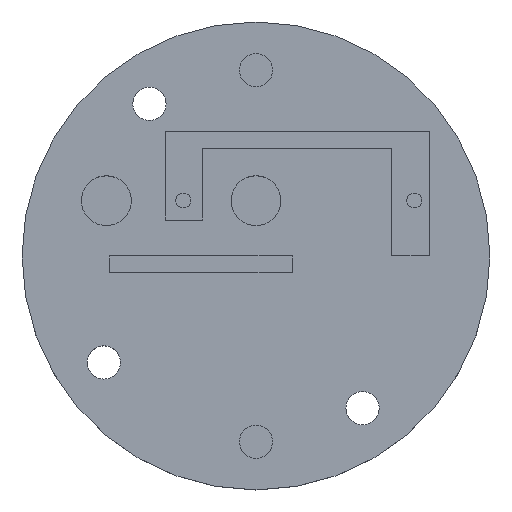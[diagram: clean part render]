
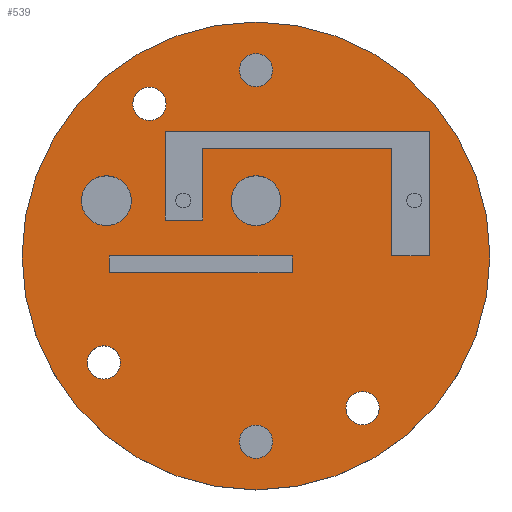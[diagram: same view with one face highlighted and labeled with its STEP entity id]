
A CAD part, top view. The second image highlights one B-rep face of the part: STEP entity #539.
In plain terms, the highlighted planar face has unit normal (0, 0, 1).
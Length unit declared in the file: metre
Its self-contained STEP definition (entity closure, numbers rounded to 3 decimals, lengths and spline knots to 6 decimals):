
#12=LINE('',#837,#50);
#13=LINE('',#840,#51);
#14=LINE('',#844,#52);
#15=LINE('',#846,#53);
#16=LINE('',#848,#54);
#17=LINE('',#850,#55);
#18=LINE('',#852,#56);
#19=LINE('',#854,#57);
#20=LINE('',#855,#58);
#21=LINE('',#858,#59);
#22=LINE('',#860,#60);
#23=LINE('',#862,#61);
#50=VECTOR('',#673,1.);
#51=VECTOR('',#674,1.);
#52=VECTOR('',#677,1.);
#53=VECTOR('',#678,1.);
#54=VECTOR('',#679,1.);
#55=VECTOR('',#680,1.);
#56=VECTOR('',#681,1.);
#57=VECTOR('',#682,1.);
#58=VECTOR('',#683,1.);
#59=VECTOR('',#684,1.);
#60=VECTOR('',#685,1.);
#61=VECTOR('',#686,1.);
#90=PLANE('',#595);
#121=ORIENTED_EDGE('',*,*,#248,.F.);
#122=ORIENTED_EDGE('',*,*,#249,.T.);
#123=ORIENTED_EDGE('',*,*,#250,.F.);
#124=ORIENTED_EDGE('',*,*,#251,.F.);
#125=ORIENTED_EDGE('',*,*,#252,.F.);
#126=ORIENTED_EDGE('',*,*,#253,.T.);
#127=ORIENTED_EDGE('',*,*,#254,.F.);
#128=ORIENTED_EDGE('',*,*,#255,.F.);
#129=ORIENTED_EDGE('',*,*,#256,.F.);
#130=ORIENTED_EDGE('',*,*,#257,.T.);
#131=ORIENTED_EDGE('',*,*,#258,.T.);
#132=ORIENTED_EDGE('',*,*,#259,.F.);
#133=ORIENTED_EDGE('',*,*,#260,.F.);
#134=ORIENTED_EDGE('',*,*,#261,.F.);
#135=ORIENTED_EDGE('',*,*,#262,.F.);
#136=ORIENTED_EDGE('',*,*,#263,.F.);
#137=ORIENTED_EDGE('',*,*,#264,.F.);
#138=ORIENTED_EDGE('',*,*,#265,.F.);
#139=ORIENTED_EDGE('',*,*,#266,.F.);
#140=ORIENTED_EDGE('',*,*,#267,.F.);
#141=ORIENTED_EDGE('',*,*,#268,.T.);
#248=EDGE_CURVE('',#313,#314,#12,.T.);
#249=EDGE_CURVE('',#313,#315,#13,.T.);
#250=EDGE_CURVE('',#316,#315,#364,.T.);
#251=EDGE_CURVE('',#317,#316,#14,.T.);
#252=EDGE_CURVE('',#318,#317,#15,.T.);
#253=EDGE_CURVE('',#318,#319,#16,.T.);
#254=EDGE_CURVE('',#320,#319,#17,.T.);
#255=EDGE_CURVE('',#321,#320,#18,.T.);
#256=EDGE_CURVE('',#314,#321,#19,.T.);
#257=EDGE_CURVE('',#322,#323,#20,.T.);
#258=EDGE_CURVE('',#323,#324,#21,.T.);
#259=EDGE_CURVE('',#325,#324,#22,.T.);
#260=EDGE_CURVE('',#322,#325,#23,.T.);
#261=EDGE_CURVE('',#326,#326,#365,.T.);
#262=EDGE_CURVE('',#327,#327,#366,.T.);
#263=EDGE_CURVE('',#328,#328,#367,.T.);
#264=EDGE_CURVE('',#329,#329,#368,.T.);
#265=EDGE_CURVE('',#330,#330,#369,.T.);
#266=EDGE_CURVE('',#331,#331,#370,.T.);
#267=EDGE_CURVE('',#332,#332,#371,.T.);
#268=EDGE_CURVE('',#333,#333,#372,.T.);
#313=VERTEX_POINT('',#838);
#314=VERTEX_POINT('',#839);
#315=VERTEX_POINT('',#841);
#316=VERTEX_POINT('',#843);
#317=VERTEX_POINT('',#845);
#318=VERTEX_POINT('',#847);
#319=VERTEX_POINT('',#849);
#320=VERTEX_POINT('',#851);
#321=VERTEX_POINT('',#853);
#322=VERTEX_POINT('',#856);
#323=VERTEX_POINT('',#857);
#324=VERTEX_POINT('',#859);
#325=VERTEX_POINT('',#861);
#326=VERTEX_POINT('',#864);
#327=VERTEX_POINT('',#866);
#328=VERTEX_POINT('',#868);
#329=VERTEX_POINT('',#870);
#330=VERTEX_POINT('',#872);
#331=VERTEX_POINT('',#874);
#332=VERTEX_POINT('',#876);
#333=VERTEX_POINT('',#878);
#364=CIRCLE('',#596,0.002);
#365=CIRCLE('',#597,0.003);
#366=CIRCLE('',#598,0.003);
#367=CIRCLE('',#599,0.002);
#368=CIRCLE('',#600,0.002);
#369=CIRCLE('',#601,0.002);
#370=CIRCLE('',#602,0.002);
#371=CIRCLE('',#603,0.002);
#372=CIRCLE('',#604,0.02815);
#394=EDGE_LOOP('',(#121,#122,#123,#124,#125,#126,#127,#128,#129));
#395=EDGE_LOOP('',(#130,#131,#132,#133));
#396=EDGE_LOOP('',(#134));
#397=EDGE_LOOP('',(#135));
#398=EDGE_LOOP('',(#136));
#399=EDGE_LOOP('',(#137));
#400=EDGE_LOOP('',(#138));
#401=EDGE_LOOP('',(#139));
#402=EDGE_LOOP('',(#140));
#403=EDGE_LOOP('',(#141));
#462=FACE_BOUND('',#394,.T.);
#463=FACE_BOUND('',#395,.T.);
#464=FACE_BOUND('',#396,.T.);
#465=FACE_BOUND('',#397,.T.);
#466=FACE_BOUND('',#398,.T.);
#467=FACE_BOUND('',#399,.T.);
#468=FACE_BOUND('',#400,.T.);
#469=FACE_BOUND('',#401,.T.);
#470=FACE_BOUND('',#402,.T.);
#471=FACE_BOUND('',#403,.T.);
#539=ADVANCED_FACE('',(#462,#463,#464,#465,#466,#467,#468,#469,#470,#471),
#90,.T.);
#595=AXIS2_PLACEMENT_3D('',#836,#671,#672);
#596=AXIS2_PLACEMENT_3D('',#842,#675,#676);
#597=AXIS2_PLACEMENT_3D('',#863,#687,#688);
#598=AXIS2_PLACEMENT_3D('',#865,#689,#690);
#599=AXIS2_PLACEMENT_3D('',#867,#691,#692);
#600=AXIS2_PLACEMENT_3D('',#869,#693,#694);
#601=AXIS2_PLACEMENT_3D('',#871,#695,#696);
#602=AXIS2_PLACEMENT_3D('',#873,#697,#698);
#603=AXIS2_PLACEMENT_3D('',#875,#699,#700);
#604=AXIS2_PLACEMENT_3D('',#877,#701,#702);
#671=DIRECTION('',(0.,0.,1.));
#672=DIRECTION('',(1.,0.,0.));
#673=DIRECTION('',(1.,0.,0.));
#674=DIRECTION('',(0.,1.,0.));
#675=DIRECTION('',(0.,0.,1.));
#676=DIRECTION('',(1.,0.,0.));
#677=DIRECTION('',(1.,0.,0.));
#678=DIRECTION('',(0.,1.,0.));
#679=DIRECTION('',(-1.,0.,0.));
#680=DIRECTION('',(0.,-1.,0.));
#681=DIRECTION('',(-1.,0.,0.));
#682=DIRECTION('',(0.,1.,0.));
#683=DIRECTION('',(0.,1.,0.));
#684=DIRECTION('',(1.,0.,0.));
#685=DIRECTION('',(0.,1.,0.));
#686=DIRECTION('',(1.,0.,0.));
#687=DIRECTION('',(0.,0.,1.));
#688=DIRECTION('',(1.,0.,0.));
#689=DIRECTION('',(0.,0.,1.));
#690=DIRECTION('',(1.,0.,0.));
#691=DIRECTION('',(0.,0.,1.));
#692=DIRECTION('',(1.,0.,0.));
#693=DIRECTION('',(0.,0.,1.));
#694=DIRECTION('',(1.,0.,0.));
#695=DIRECTION('',(0.,0.,1.));
#696=DIRECTION('',(1.,0.,0.));
#697=DIRECTION('',(0.,0.,1.));
#698=DIRECTION('',(1.,0.,0.));
#699=DIRECTION('',(0.,0.,1.));
#700=DIRECTION('',(1.,0.,0.));
#701=DIRECTION('',(0.,0.,1.));
#702=DIRECTION('',(1.,0.,0.));
#836=CARTESIAN_POINT('',(0.,0.,0.036));
#837=CARTESIAN_POINT('',(0.01859,0.,0.036));
#838=CARTESIAN_POINT('',(0.01634,0.,0.036));
#839=CARTESIAN_POINT('',(0.02084,0.,0.036));
#840=CARTESIAN_POINT('',(0.01634,0.006475,0.036));
#841=CARTESIAN_POINT('',(0.01634,0.012455,0.036));
#842=CARTESIAN_POINT('',(0.018306,0.012818,0.036));
#843=CARTESIAN_POINT('',(0.016311,0.01295,0.036));
#844=CARTESIAN_POINT('',(0.004957,0.01295,0.036));
#845=CARTESIAN_POINT('',(-0.006426,0.01295,0.036));
#846=CARTESIAN_POINT('',(-0.006426,0.008625,0.036));
#847=CARTESIAN_POINT('',(-0.006426,0.0043,0.036));
#848=CARTESIAN_POINT('',(-0.008676,0.0043,0.036));
#849=CARTESIAN_POINT('',(-0.010926,0.0043,0.036));
#850=CARTESIAN_POINT('',(-0.010926,0.014125,0.036));
#851=CARTESIAN_POINT('',(-0.010926,0.01495,0.036));
#852=CARTESIAN_POINT('',(-0.008676,0.01495,0.036));
#853=CARTESIAN_POINT('',(0.02084,0.01495,0.036));
#854=CARTESIAN_POINT('',(0.02084,0.00665,0.036));
#855=CARTESIAN_POINT('',(-0.01765,-0.001,0.036));
#856=CARTESIAN_POINT('',(-0.01765,-0.002,0.036));
#857=CARTESIAN_POINT('',(-0.01765,0.,0.036));
#858=CARTESIAN_POINT('',(-0.00665,0.,0.036));
#859=CARTESIAN_POINT('',(0.00435,0.,0.036));
#860=CARTESIAN_POINT('',(0.00435,-0.001,0.036));
#861=CARTESIAN_POINT('',(0.00435,-0.002,0.036));
#862=CARTESIAN_POINT('',(-0.00665,-0.002,0.036));
#863=CARTESIAN_POINT('',(0.,0.00665,0.036));
#864=CARTESIAN_POINT('',(0.003,0.00665,0.036));
#865=CARTESIAN_POINT('',(-0.018,0.00665,0.036));
#866=CARTESIAN_POINT('',(-0.015,0.00665,0.036));
#867=CARTESIAN_POINT('',(0.,0.022348,0.036));
#868=CARTESIAN_POINT('',(0.002,0.022348,0.036));
#869=CARTESIAN_POINT('',(0.,-0.022348,0.036));
#870=CARTESIAN_POINT('',(0.002,-0.022348,0.036));
#871=CARTESIAN_POINT('',(-0.012818,0.018306,0.036));
#872=CARTESIAN_POINT('',(-0.010818,0.018306,0.036));
#873=CARTESIAN_POINT('',(-0.018306,-0.012818,0.036));
#874=CARTESIAN_POINT('',(-0.016306,-0.012818,0.036));
#875=CARTESIAN_POINT('',(0.012818,-0.018306,0.036));
#876=CARTESIAN_POINT('',(0.014818,-0.018306,0.036));
#877=CARTESIAN_POINT('',(0.,0.,0.036));
#878=CARTESIAN_POINT('',(0.02815,0.,0.036));
